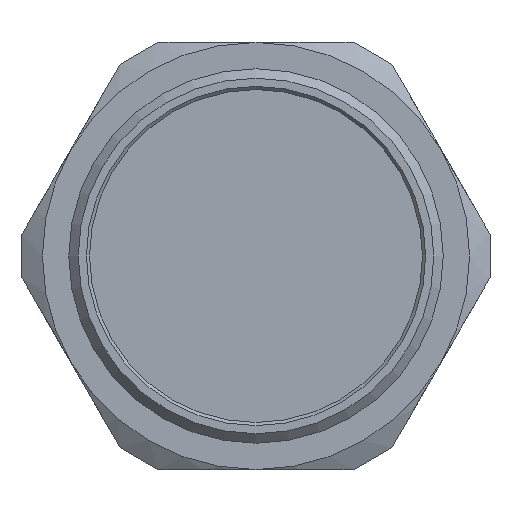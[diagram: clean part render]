
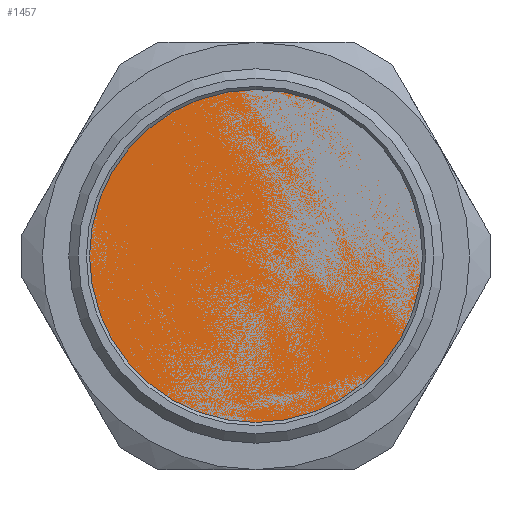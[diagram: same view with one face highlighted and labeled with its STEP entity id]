
A CAD part, front view. The second image highlights one B-rep face of the part: STEP entity #1457.
In plain terms, the highlighted planar face has unit normal (0, 1, 0).
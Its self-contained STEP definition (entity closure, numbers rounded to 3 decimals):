
#471=FACE_OUTER_BOUND('',#561,.T.);
#561=EDGE_LOOP('',(#1327));
#611=CIRCLE('',#1611,29.807);
#735=VERTEX_POINT('',#2562);
#933=EDGE_CURVE('',#735,#735,#611,.T.);
#1327=ORIENTED_EDGE('',*,*,#933,.T.);
#1373=PLANE('',#1610);
#1457=ADVANCED_FACE('',(#471),#1373,.T.);
#1610=AXIS2_PLACEMENT_3D('',#2561,#1951,#1952);
#1611=AXIS2_PLACEMENT_3D('',#2563,#1953,#1954);
#1951=DIRECTION('center_axis',(0.,1.,0.));
#1952=DIRECTION('ref_axis',(0.,0.,1.));
#1953=DIRECTION('center_axis',(0.,1.,0.));
#1954=DIRECTION('ref_axis',(1.,0.,0.));
#2561=CARTESIAN_POINT('Origin',(380.608,107.702,383.4));
#2562=CARTESIAN_POINT('',(350.801,107.702,383.4));
#2563=CARTESIAN_POINT('Origin',(380.608,107.702,383.4));
